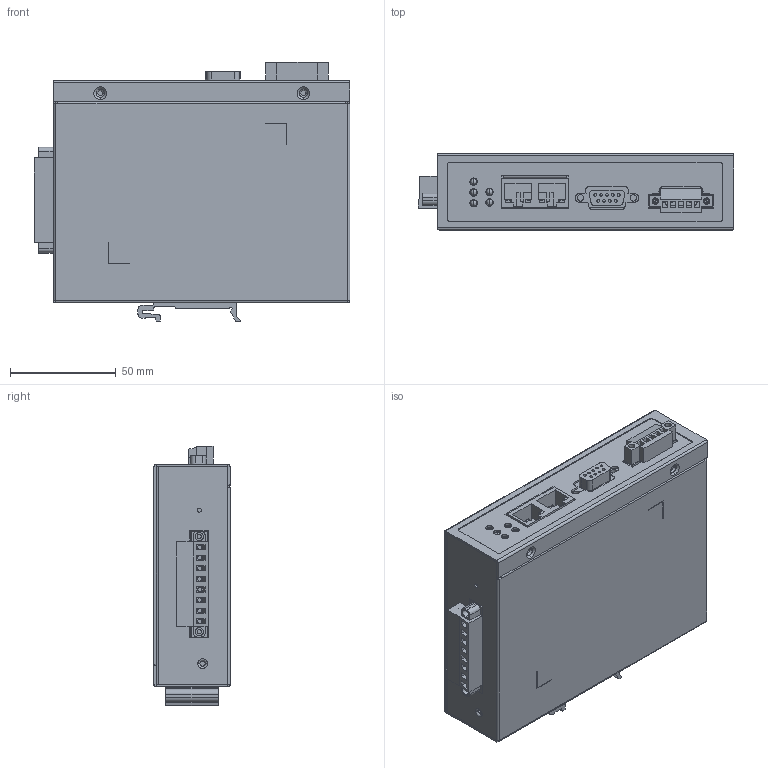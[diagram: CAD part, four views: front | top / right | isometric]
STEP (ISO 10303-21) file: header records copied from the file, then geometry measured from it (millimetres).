
FILE_DESCRIPTION((''),'2;1');
FILE_NAME('IA_5100A','2013-10-24T',('Vincent_Huang'),(''),'PRO/ENGINEER BY PARAMETRIC TECHNOLOGY CORPORATION, 2004320','PRO/ENGINEER BY PARAMETRIC TECHNOLOGY CORPORATION, 2004320','');
FILE_SCHEMA(('CONFIG_CONTROL_DESIGN'));
Length unit declared in the file: millimetre
Products named in the file (1): IA_5100A
Bounding box: 149.25 x 36 x 122.44 mm (x, y, z)
Surface area: 188640.3 mm2 (no closed solid volume)
Topology: 0 solids, 20 shells, 1717 faces, 4152 edges, 2662 vertices
Faces by surface type: plane 1006, cylinder 639, torus 42, cone 20, bspline 10
Entity records: 50661 total; most frequent: DIRECTION 9022, CARTESIAN_POINT 9002, ORIENTED_EDGE 8304, EDGE_CURVE 4152, AXIS2_PLACEMENT_3D 3200, VERTEX_POINT 2662, VECTOR 2622, LINE 2622
